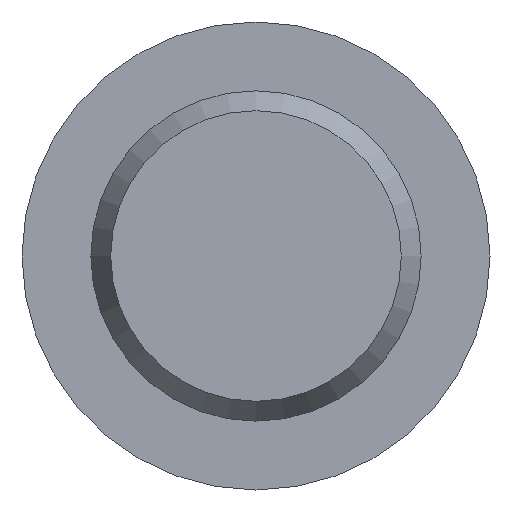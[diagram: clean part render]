
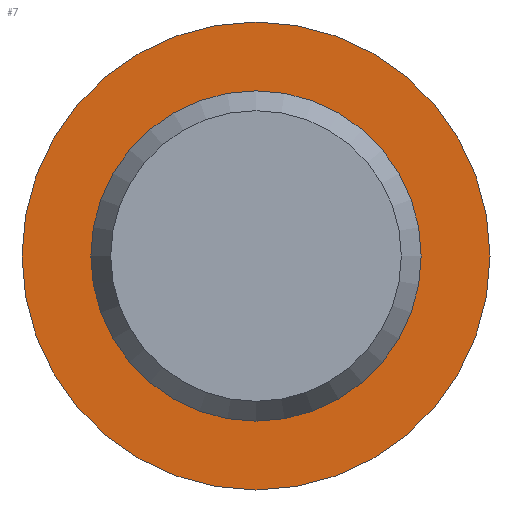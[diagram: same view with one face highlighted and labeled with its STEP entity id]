
A CAD part, left-side view. The second image highlights one B-rep face of the part: STEP entity #7.
In plain terms, the highlighted planar face has unit normal (-1, 0, 0).
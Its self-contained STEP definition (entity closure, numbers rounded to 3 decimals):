
#7 = ADVANCED_FACE ( 'NONE', ( #110, #214 ), #185, .F. ) ;
#9 = ORIENTED_EDGE ( 'NONE', *, *, #49, .T. ) ;
#10 = AXIS2_PLACEMENT_3D ( 'NONE', #91, #151, #73 ) ;
#14 = DIRECTION ( 'NONE',  ( 0., 0., 1. ) ) ;
#21 = DIRECTION ( 'NONE',  ( 0., 0., 1. ) ) ;
#35 = ORIENTED_EDGE ( 'NONE', *, *, #56, .F. ) ;
#49 = EDGE_CURVE ( 'NONE', #85, #85, #115, .T. ) ;
#51 = DIRECTION ( 'NONE',  ( -1., 0., 0. ) ) ;
#52 = AXIS2_PLACEMENT_3D ( 'NONE', #90, #260, #21 ) ;
#56 = EDGE_CURVE ( 'NONE', #207, #207, #77, .T. ) ;
#73 = DIRECTION ( 'NONE',  ( 0., 0., -1. ) ) ;
#77 = CIRCLE ( 'NONE', #52, 6. ) ;
#85 = VERTEX_POINT ( 'NONE', #168 ) ;
#90 = CARTESIAN_POINT ( 'NONE',  ( 30., 0., 0. ) ) ;
#91 = CARTESIAN_POINT ( 'NONE',  ( 30., 8.5, 0. ) ) ;
#110 = FACE_BOUND ( 'NONE', #113, .T. ) ;
#113 = EDGE_LOOP ( 'NONE', ( #35 ) ) ;
#115 = CIRCLE ( 'NONE', #152, 8.5 ) ;
#129 = CARTESIAN_POINT ( 'NONE',  ( 30., 0., 0. ) ) ;
#151 = DIRECTION ( 'NONE',  ( 1., 0., 0. ) ) ;
#152 = AXIS2_PLACEMENT_3D ( 'NONE', #129, #51, #14 ) ;
#168 = CARTESIAN_POINT ( 'NONE',  ( 30., 0., 8.5 ) ) ;
#170 = EDGE_LOOP ( 'NONE', ( #9 ) ) ;
#185 = PLANE ( 'NONE',  #10 ) ;
#188 = CARTESIAN_POINT ( 'NONE',  ( 30., 0., 6. ) ) ;
#207 = VERTEX_POINT ( 'NONE', #188 ) ;
#214 = FACE_OUTER_BOUND ( 'NONE', #170, .T. ) ;
#260 = DIRECTION ( 'NONE',  ( -1., 0., 0. ) ) ;
